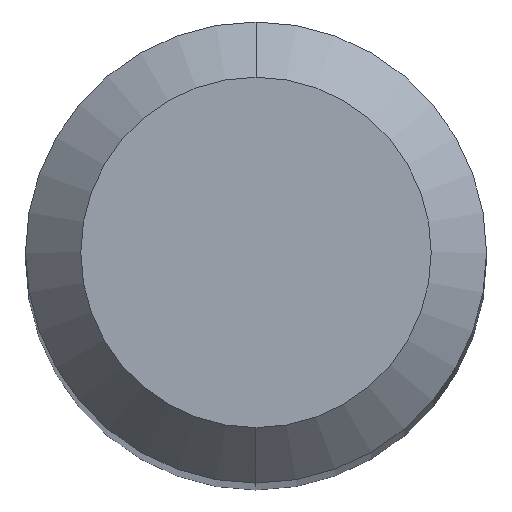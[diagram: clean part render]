
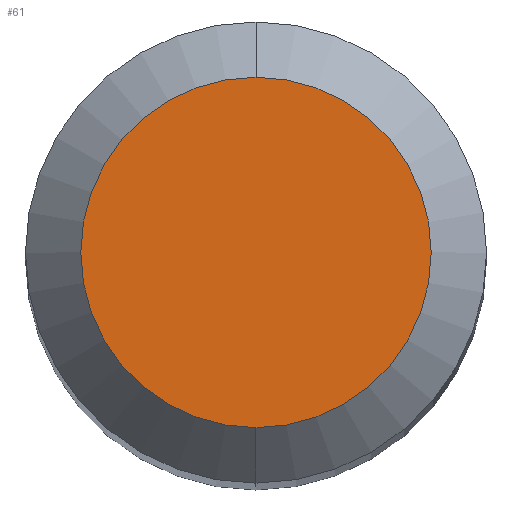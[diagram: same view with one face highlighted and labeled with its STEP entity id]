
A CAD part, top view. The second image highlights one B-rep face of the part: STEP entity #61.
In plain terms, the highlighted planar face has unit normal (0, 0, 1).
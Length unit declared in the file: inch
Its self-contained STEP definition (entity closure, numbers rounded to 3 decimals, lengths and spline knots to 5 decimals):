
#3 = EDGE_CURVE ( 'NONE', #215, #467, #497, .T. ) ;
#39 = DIRECTION ( 'NONE',  ( 0., -1., 0. ) ) ;
#50 = CARTESIAN_POINT ( 'NONE',  ( 0., 0., 0. ) ) ;
#60 = DIRECTION ( 'NONE',  ( 0., 1., 0. ) ) ;
#61 = ADVANCED_FACE ( 'NONE', ( #463 ), #115, .F. ) ;
#62 = ORIENTED_EDGE ( 'NONE', *, *, #3, .T. ) ;
#115 = PLANE ( 'NONE',  #318 ) ;
#117 = DIRECTION ( 'NONE',  ( 0., 0., 1. ) ) ;
#141 = DIRECTION ( 'NONE',  ( 0., -1., 0. ) ) ;
#149 = DIRECTION ( 'NONE',  ( 0., 0., -1. ) ) ;
#194 = EDGE_LOOP ( 'NONE', ( #259, #62 ) ) ;
#197 = CARTESIAN_POINT ( 'NONE',  ( 0., -0.0475, 0. ) ) ;
#198 = AXIS2_PLACEMENT_3D ( 'NONE', #461, #117, #39 ) ;
#215 = VERTEX_POINT ( 'NONE', #197 ) ;
#250 = AXIS2_PLACEMENT_3D ( 'NONE', #50, #300, #141 ) ;
#253 = CARTESIAN_POINT ( 'NONE',  ( 0., 0.0475, 0. ) ) ;
#259 = ORIENTED_EDGE ( 'NONE', *, *, #352, .T. ) ;
#300 = DIRECTION ( 'NONE',  ( 0., 0., 1. ) ) ;
#318 = AXIS2_PLACEMENT_3D ( 'NONE', #451, #149, #60 ) ;
#352 = EDGE_CURVE ( 'NONE', #467, #215, #401, .T. ) ;
#401 = CIRCLE ( 'NONE', #250, 0.0475 ) ;
#451 = CARTESIAN_POINT ( 'NONE',  ( 0., 0.0475, 0. ) ) ;
#461 = CARTESIAN_POINT ( 'NONE',  ( 0., 0., 0. ) ) ;
#463 = FACE_OUTER_BOUND ( 'NONE', #194, .T. ) ;
#467 = VERTEX_POINT ( 'NONE', #253 ) ;
#497 = CIRCLE ( 'NONE', #198, 0.0475 ) ;
